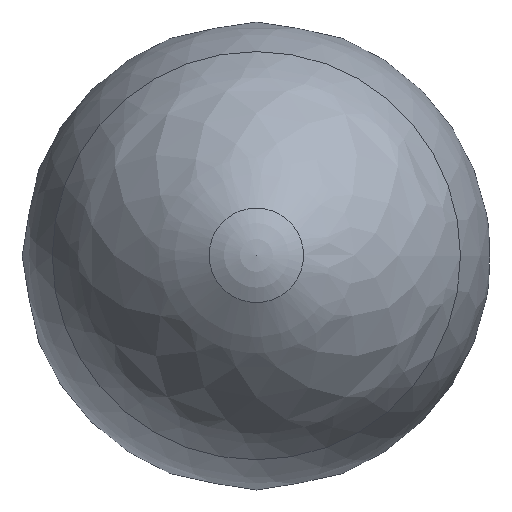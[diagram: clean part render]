
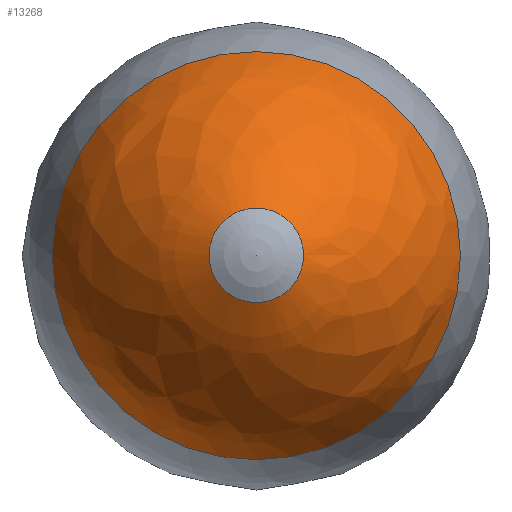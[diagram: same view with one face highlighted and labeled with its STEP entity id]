
A CAD part, top view. The second image highlights one B-rep face of the part: STEP entity #13268.
In plain terms, the highlighted free-form (B-spline) face has degree [2, 2] with [3, 9] control points.
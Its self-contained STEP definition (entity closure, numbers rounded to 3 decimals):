
#71=(
BOUNDED_SURFACE()
B_SPLINE_SURFACE(2,2,((#24061,#24062,#24063,#24064,#24065,#24066,#24067,
#24068,#24069),(#24070,#24071,#24072,#24073,#24074,#24075,#24076,#24077,
#24078),(#24079,#24080,#24081,#24082,#24083,#24084,#24085,#24086,#24087)),
 .UNSPECIFIED.,.F.,.T.,.F.)
B_SPLINE_SURFACE_WITH_KNOTS((3,3),(3,2,2,2,3),(0.349,1.047),
(-3.142,-1.571,0.,1.571,3.142),
 .UNSPECIFIED.)
GEOMETRIC_REPRESENTATION_ITEM()
RATIONAL_B_SPLINE_SURFACE(((1.,0.707,1.,0.707,1.,
0.707,1.,0.707,1.),(0.94,0.664,
0.94,0.664,0.94,0.664,
0.94,0.664,0.94),(1.,0.707,
1.,0.707,1.,0.707,1.,0.707,1.)))
REPRESENTATION_ITEM('')
SURFACE()
);
#1736=FACE_OUTER_BOUND('',#2527,.T.);
#2527=EDGE_LOOP('',(#12554,#12555,#12556,#12557,#12558,#12559));
#5610=CIRCLE('',#14556,123.304);
#5611=CIRCLE('',#14557,123.304);
#5613=CIRCLE('',#14559,28.55);
#5614=CIRCLE('',#14560,28.55);
#5615=CIRCLE('',#14561,215.5);
#6892=VERTEX_POINT('',#24056);
#6893=VERTEX_POINT('',#24057);
#6894=VERTEX_POINT('',#24088);
#6895=VERTEX_POINT('',#24089);
#8779=EDGE_CURVE('',#6892,#6893,#5610,.T.);
#8780=EDGE_CURVE('',#6893,#6892,#5611,.T.);
#8782=EDGE_CURVE('',#6894,#6895,#5613,.T.);
#8783=EDGE_CURVE('',#6895,#6894,#5614,.T.);
#8784=EDGE_CURVE('',#6895,#6893,#5615,.T.);
#12554=ORIENTED_EDGE('',*,*,#8782,.F.);
#12555=ORIENTED_EDGE('',*,*,#8783,.F.);
#12556=ORIENTED_EDGE('',*,*,#8784,.T.);
#12557=ORIENTED_EDGE('',*,*,#8780,.T.);
#12558=ORIENTED_EDGE('',*,*,#8779,.T.);
#12559=ORIENTED_EDGE('',*,*,#8784,.F.);
#13268=ADVANCED_FACE('',(#1736),#71,.F.);
#14556=AXIS2_PLACEMENT_3D('',#24058,#18095,#18096);
#14557=AXIS2_PLACEMENT_3D('',#24059,#18097,#18098);
#14559=AXIS2_PLACEMENT_3D('',#24090,#18101,#18102);
#14560=AXIS2_PLACEMENT_3D('',#24091,#18103,#18104);
#14561=AXIS2_PLACEMENT_3D('',#24092,#18105,#18106);
#18095=DIRECTION('center_axis',(0.,0.,1.));
#18096=DIRECTION('ref_axis',(1.,0.,0.));
#18097=DIRECTION('center_axis',(0.,0.,1.));
#18098=DIRECTION('ref_axis',(1.,0.,0.));
#18101=DIRECTION('center_axis',(0.,0.,1.));
#18102=DIRECTION('ref_axis',(1.,0.,0.));
#18103=DIRECTION('center_axis',(0.,0.,1.));
#18104=DIRECTION('ref_axis',(1.,0.,0.));
#18105=DIRECTION('center_axis',(0.,-1.,0.));
#18106=DIRECTION('ref_axis',(-1.,0.,0.));
#24056=CARTESIAN_POINT('',(0.,-123.304,294.427));
#24057=CARTESIAN_POINT('',(-123.304,0.,294.427));
#24058=CARTESIAN_POINT('Origin',(0.,0.,294.427));
#24059=CARTESIAN_POINT('Origin',(0.,0.,294.427));
#24061=CARTESIAN_POINT('Ctrl Pts',(-123.304,0.,
294.427));
#24062=CARTESIAN_POINT('Ctrl Pts',(-123.304,-123.304,
294.427));
#24063=CARTESIAN_POINT('Ctrl Pts',(0.,-123.304,294.427));
#24064=CARTESIAN_POINT('Ctrl Pts',(123.304,-123.304,294.427));
#24065=CARTESIAN_POINT('Ctrl Pts',(123.304,0.,
294.427));
#24066=CARTESIAN_POINT('Ctrl Pts',(123.304,123.304,294.427));
#24067=CARTESIAN_POINT('Ctrl Pts',(0.,123.304,294.427));
#24068=CARTESIAN_POINT('Ctrl Pts',(-123.304,123.304,294.427));
#24069=CARTESIAN_POINT('Ctrl Pts',(-123.304,0.,
294.427));
#24070=CARTESIAN_POINT('Ctrl Pts',(-96.477,0.,
368.132));
#24071=CARTESIAN_POINT('Ctrl Pts',(-96.477,-96.477,
368.132));
#24072=CARTESIAN_POINT('Ctrl Pts',(0.,-96.477,
368.132));
#24073=CARTESIAN_POINT('Ctrl Pts',(96.477,-96.477,368.132));
#24074=CARTESIAN_POINT('Ctrl Pts',(96.477,0.,
368.132));
#24075=CARTESIAN_POINT('Ctrl Pts',(96.477,96.477,368.132));
#24076=CARTESIAN_POINT('Ctrl Pts',(0.,96.477,
368.132));
#24077=CARTESIAN_POINT('Ctrl Pts',(-96.477,96.477,368.132));
#24078=CARTESIAN_POINT('Ctrl Pts',(-96.477,0.,
368.132));
#24079=CARTESIAN_POINT('Ctrl Pts',(-28.55,0.,407.35));
#24080=CARTESIAN_POINT('Ctrl Pts',(-28.55,-28.55,407.35));
#24081=CARTESIAN_POINT('Ctrl Pts',(0.,-28.55,407.35));
#24082=CARTESIAN_POINT('Ctrl Pts',(28.55,-28.55,407.35));
#24083=CARTESIAN_POINT('Ctrl Pts',(28.55,0.,407.35));
#24084=CARTESIAN_POINT('Ctrl Pts',(28.55,28.55,407.35));
#24085=CARTESIAN_POINT('Ctrl Pts',(0.,28.55,407.35));
#24086=CARTESIAN_POINT('Ctrl Pts',(-28.55,28.55,407.35));
#24087=CARTESIAN_POINT('Ctrl Pts',(-28.55,0.,407.35));
#24088=CARTESIAN_POINT('',(0.,-28.55,407.35));
#24089=CARTESIAN_POINT('',(-28.55,0.,407.35));
#24090=CARTESIAN_POINT('Origin',(0.,0.,407.35));
#24091=CARTESIAN_POINT('Origin',(0.,0.,407.35));
#24092=CARTESIAN_POINT('Origin',(79.2,0.,220.722));
